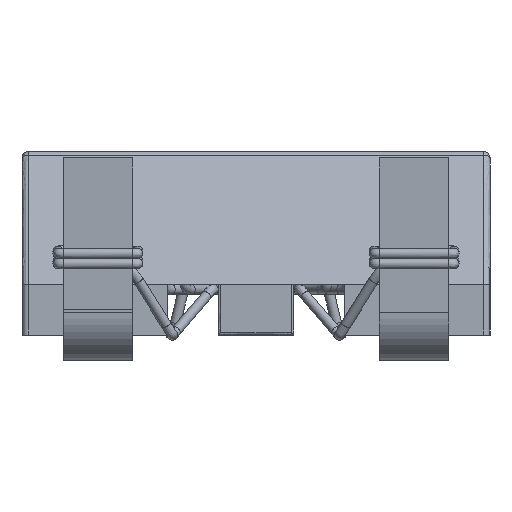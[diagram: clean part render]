
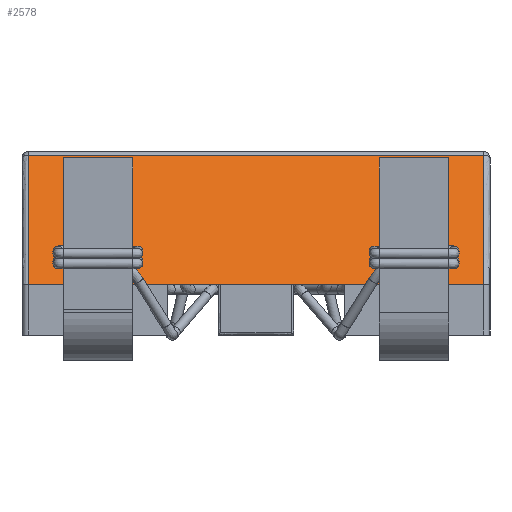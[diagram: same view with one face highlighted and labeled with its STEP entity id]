
A CAD part, left-side view. The second image highlights one B-rep face of the part: STEP entity #2578.
In plain terms, the highlighted free-form (B-spline) face has degree [1, 1] with [2, 2] control points.
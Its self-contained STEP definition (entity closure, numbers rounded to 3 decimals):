
#1409=CARTESIAN_POINT('',(-1.964,-1.8,1.021));
#1410=VERTEX_POINT('',#1409);
#1418=CARTESIAN_POINT('',(-1.964,1.8,1.021));
#1419=VERTEX_POINT('',#1418);
#1426=CARTESIAN_POINT('',(-1.964,1.8,1.021));
#1427=CARTESIAN_POINT('',(-1.964,-1.8,1.021));
#1428=B_SPLINE_CURVE_WITH_KNOTS('',1,(#1426,#1427),.POLYLINE_FORM.,.F.,.U.,(2,2),(0.014,0.986),.UNSPECIFIED.);
#1429=EDGE_CURVE('',#1419,#1410,#1428,.T.);
#2551=CARTESIAN_POINT('',(-2.45,1.85,0.));
#2552=CARTESIAN_POINT('',(-1.95,1.85,1.05));
#2553=CARTESIAN_POINT('',(-2.45,-1.85,0.));
#2554=CARTESIAN_POINT('',(-1.95,-1.85,1.05));
#2555=B_SPLINE_SURFACE_WITH_KNOTS('',1,1,((#2551,#2552),(#2553,#2554)),.RULED_SURF.,.F.,.F.,.U.,(2,2),(2,2),(0.,1.),(0.,1.),.UNSPECIFIED.);
#2556=CARTESIAN_POINT('',(-2.45,-1.8,0.));
#2557=VERTEX_POINT('',#2556);
#2558=CARTESIAN_POINT('',(-2.45,-1.8,0.));
#2559=CARTESIAN_POINT('',(-1.964,-1.8,1.021));
#2560=B_SPLINE_CURVE_WITH_KNOTS('',1,(#2558,#2559),.POLYLINE_FORM.,.F.,.U.,(2,2),(0.,0.953),.UNSPECIFIED.);
#2561=EDGE_CURVE('',#2557,#1410,#2560,.T.);
#2562=ORIENTED_EDGE('',*,*,#2561,.T.);
#2563=ORIENTED_EDGE('',*,*,#1429,.F.);
#2564=CARTESIAN_POINT('',(-2.45,1.8,0.));
#2565=VERTEX_POINT('',#2564);
#2566=CARTESIAN_POINT('',(-2.45,1.8,0.));
#2567=CARTESIAN_POINT('',(-1.964,1.8,1.021));
#2568=B_SPLINE_CURVE_WITH_KNOTS('',1,(#2566,#2567),.POLYLINE_FORM.,.F.,.U.,(2,2),(0.,0.953),.UNSPECIFIED.);
#2569=EDGE_CURVE('',#2565,#1419,#2568,.T.);
#2570=ORIENTED_EDGE('',*,*,#2569,.F.);
#2571=CARTESIAN_POINT('',(-2.45,1.8,0.));
#2572=CARTESIAN_POINT('',(-2.45,-1.8,0.));
#2573=B_SPLINE_CURVE_WITH_KNOTS('',1,(#2571,#2572),.POLYLINE_FORM.,.F.,.U.,(2,2),(0.277,0.945),.UNSPECIFIED.);
#2574=EDGE_CURVE('',#2565,#2557,#2573,.T.);
#2575=ORIENTED_EDGE('',*,*,#2574,.T.);
#2576=EDGE_LOOP('',(#2562,#2563,#2570,#2575));
#2577=FACE_OUTER_BOUND('',#2576,.T.);
#2578=ADVANCED_FACE('',(#2577),#2555,.T.);
